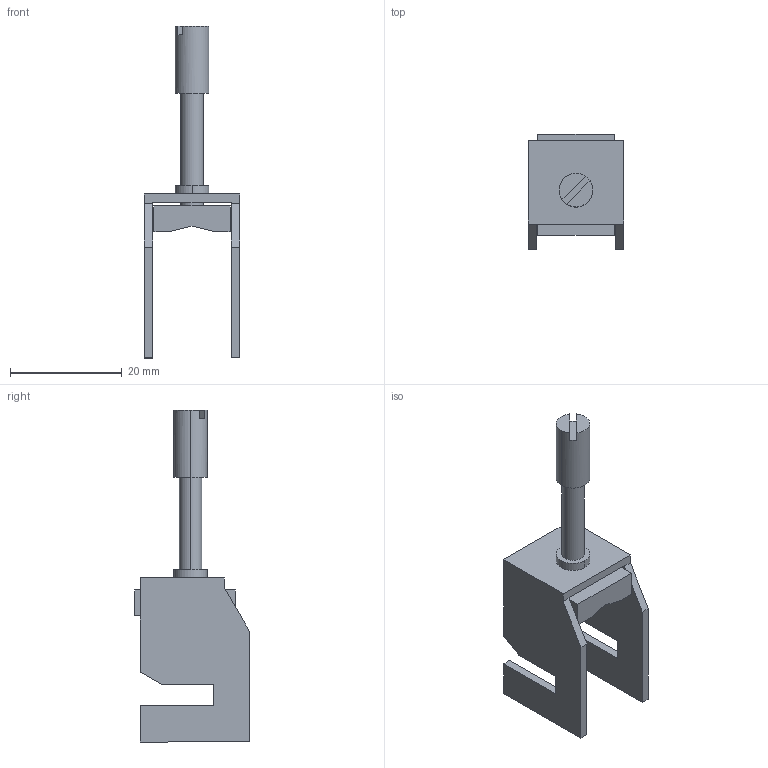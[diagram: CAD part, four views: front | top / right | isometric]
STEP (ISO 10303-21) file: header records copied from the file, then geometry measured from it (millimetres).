
FILE_DESCRIPTION(('STEP AP214'),'1');
FILE_NAME('cctmp_650018F8-792D-42BB-8DC5-F65BD60738F7_2023_07_24_22_14_09_0784..stp','2023-07-24T20:14:10',('SIEMENS A&D'),('CADClick - www.CADClick.com'),'Spatial InterOp 3D postprocessed',' ','unknown authorization');
FILE_SCHEMA(('AUTOMOTIVE_DESIGN'));
Length unit declared in the file: millimetre
Products named in the file (1): 2023_07_24_22_14_09_0784
Bounding box: 17 x 20.5 x 59.3 mm (x, y, z)
Volume: 3440.7 mm3; surface area: 4009.2 mm2
Topology: 1 solids, 1 shells, 48 faces, 123 edges, 82 vertices
Faces by surface type: plane 40, cylinder 8
Entity records: 1620 total; most frequent: CARTESIAN_POINT 254, ORIENTED_EDGE 246, DIRECTION 241, EDGE_CURVE 123, LINE 103, VECTOR 103, VERTEX_POINT 82, AXIS2_PLACEMENT_3D 69
